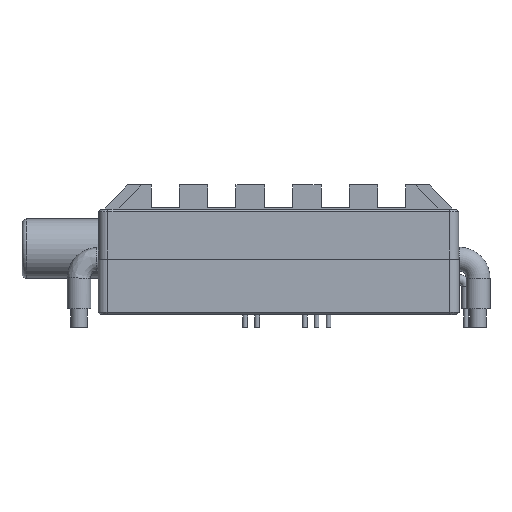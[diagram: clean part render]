
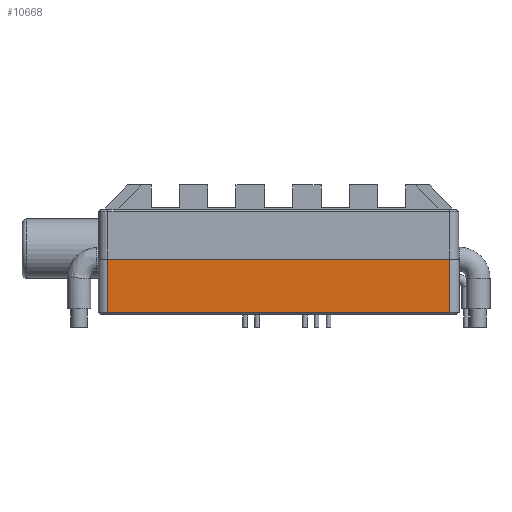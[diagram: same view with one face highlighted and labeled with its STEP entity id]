
A CAD part, front view. The second image highlights one B-rep face of the part: STEP entity #10668.
In plain terms, the highlighted planar face has unit normal (0, -1, 0).
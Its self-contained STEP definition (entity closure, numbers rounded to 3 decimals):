
#7295 = PLANE('',#7296);
#7296 = AXIS2_PLACEMENT_3D('',#7297,#7298,#7299);
#7297 = CARTESIAN_POINT('',(38.,22.75,11.7));
#7298 = DIRECTION('',(0.,0.,1.));
#7299 = DIRECTION('',(1.,0.,-0.));
#7697 = CYLINDRICAL_SURFACE('',#7698,2.);
#7698 = AXIS2_PLACEMENT_3D('',#7699,#7700,#7701);
#7699 = CARTESIAN_POINT('',(2.,2.,0.));
#7700 = DIRECTION('',(0.,0.,1.));
#7701 = DIRECTION('',(0.,-1.,0.));
#8217 = VERTEX_POINT('',#8218);
#8218 = CARTESIAN_POINT('',(2.,0.,11.7));
#8244 = EDGE_CURVE('',#8217,#8245,#8247,.T.);
#8245 = VERTEX_POINT('',#8246);
#8246 = CARTESIAN_POINT('',(74.,0.,11.7));
#8247 = SURFACE_CURVE('',#8248,(#8252,#8259),.PCURVE_S1.);
#8248 = LINE('',#8249,#8250);
#8249 = CARTESIAN_POINT('',(0.,0.,11.7));
#8250 = VECTOR('',#8251,1.);
#8251 = DIRECTION('',(1.,0.,0.));
#8252 = PCURVE('',#7295,#8253);
#8253 = DEFINITIONAL_REPRESENTATION('',(#8254),#8258);
#8254 = LINE('',#8255,#8256);
#8255 = CARTESIAN_POINT('',(-38.,-22.75));
#8256 = VECTOR('',#8257,1.);
#8257 = DIRECTION('',(1.,0.));
#8258 = ( GEOMETRIC_REPRESENTATION_CONTEXT(2) 
PARAMETRIC_REPRESENTATION_CONTEXT() REPRESENTATION_CONTEXT('2D SPACE',''
  ) );
#8259 = PCURVE('',#8260,#8265);
#8260 = PLANE('',#8261);
#8261 = AXIS2_PLACEMENT_3D('',#8262,#8263,#8264);
#8262 = CARTESIAN_POINT('',(0.,0.,0.));
#8263 = DIRECTION('',(0.,1.,0.));
#8264 = DIRECTION('',(1.,0.,0.));
#8265 = DEFINITIONAL_REPRESENTATION('',(#8266),#8270);
#8266 = LINE('',#8267,#8268);
#8267 = CARTESIAN_POINT('',(0.,-11.7));
#8268 = VECTOR('',#8269,1.);
#8269 = DIRECTION('',(1.,0.));
#8270 = ( GEOMETRIC_REPRESENTATION_CONTEXT(2) 
PARAMETRIC_REPRESENTATION_CONTEXT() REPRESENTATION_CONTEXT('2D SPACE',''
  ) );
#8289 = CYLINDRICAL_SURFACE('',#8290,2.);
#8290 = AXIS2_PLACEMENT_3D('',#8291,#8292,#8293);
#8291 = CARTESIAN_POINT('',(74.,2.,0.));
#8292 = DIRECTION('',(0.,0.,1.));
#8293 = DIRECTION('',(0.,-1.,0.));
#8680 = VERTEX_POINT('',#8681);
#8681 = CARTESIAN_POINT('',(2.,0.,0.5));
#8703 = EDGE_CURVE('',#8680,#8217,#8704,.T.);
#8704 = SURFACE_CURVE('',#8705,(#8709,#8716),.PCURVE_S1.);
#8705 = LINE('',#8706,#8707);
#8706 = CARTESIAN_POINT('',(2.,0.,0.));
#8707 = VECTOR('',#8708,1.);
#8708 = DIRECTION('',(0.,0.,1.));
#8709 = PCURVE('',#7697,#8710);
#8710 = DEFINITIONAL_REPRESENTATION('',(#8711),#8715);
#8711 = LINE('',#8712,#8713);
#8712 = CARTESIAN_POINT('',(6.283,0.));
#8713 = VECTOR('',#8714,1.);
#8714 = DIRECTION('',(-0.,1.));
#8715 = ( GEOMETRIC_REPRESENTATION_CONTEXT(2) 
PARAMETRIC_REPRESENTATION_CONTEXT() REPRESENTATION_CONTEXT('2D SPACE',''
  ) );
#8716 = PCURVE('',#8260,#8717);
#8717 = DEFINITIONAL_REPRESENTATION('',(#8718),#8722);
#8718 = LINE('',#8719,#8720);
#8719 = CARTESIAN_POINT('',(2.,0.));
#8720 = VECTOR('',#8721,1.);
#8721 = DIRECTION('',(0.,-1.));
#8722 = ( GEOMETRIC_REPRESENTATION_CONTEXT(2) 
PARAMETRIC_REPRESENTATION_CONTEXT() REPRESENTATION_CONTEXT('2D SPACE',''
  ) );
#10617 = EDGE_CURVE('',#10618,#8245,#10620,.T.);
#10618 = VERTEX_POINT('',#10619);
#10619 = CARTESIAN_POINT('',(74.,0.,0.5));
#10620 = SURFACE_CURVE('',#10621,(#10625,#10632),.PCURVE_S1.);
#10621 = LINE('',#10622,#10623);
#10622 = CARTESIAN_POINT('',(74.,0.,0.));
#10623 = VECTOR('',#10624,1.);
#10624 = DIRECTION('',(0.,0.,1.));
#10625 = PCURVE('',#8289,#10626);
#10626 = DEFINITIONAL_REPRESENTATION('',(#10627),#10631);
#10627 = LINE('',#10628,#10629);
#10628 = CARTESIAN_POINT('',(0.,0.));
#10629 = VECTOR('',#10630,1.);
#10630 = DIRECTION('',(0.,1.));
#10631 = ( GEOMETRIC_REPRESENTATION_CONTEXT(2) 
PARAMETRIC_REPRESENTATION_CONTEXT() REPRESENTATION_CONTEXT('2D SPACE',''
  ) );
#10632 = PCURVE('',#8260,#10633);
#10633 = DEFINITIONAL_REPRESENTATION('',(#10634),#10638);
#10634 = LINE('',#10635,#10636);
#10635 = CARTESIAN_POINT('',(74.,0.));
#10636 = VECTOR('',#10637,1.);
#10637 = DIRECTION('',(0.,-1.));
#10638 = ( GEOMETRIC_REPRESENTATION_CONTEXT(2) 
PARAMETRIC_REPRESENTATION_CONTEXT() REPRESENTATION_CONTEXT('2D SPACE',''
  ) );
#10668 = ADVANCED_FACE('',(#10669),#8260,.F.);
#10669 = FACE_BOUND('',#10670,.F.);
#10670 = EDGE_LOOP('',(#10671,#10672,#10673,#10674));
#10671 = ORIENTED_EDGE('',*,*,#8703,.T.);
#10672 = ORIENTED_EDGE('',*,*,#8244,.T.);
#10673 = ORIENTED_EDGE('',*,*,#10617,.F.);
#10674 = ORIENTED_EDGE('',*,*,#10675,.F.);
#10675 = EDGE_CURVE('',#8680,#10618,#10676,.T.);
#10676 = SURFACE_CURVE('',#10677,(#10681,#10688),.PCURVE_S1.);
#10677 = LINE('',#10678,#10679);
#10678 = CARTESIAN_POINT('',(2.,0.,0.5));
#10679 = VECTOR('',#10680,1.);
#10680 = DIRECTION('',(1.,0.,0.));
#10681 = PCURVE('',#8260,#10682);
#10682 = DEFINITIONAL_REPRESENTATION('',(#10683),#10687);
#10683 = LINE('',#10684,#10685);
#10684 = CARTESIAN_POINT('',(2.,-0.5));
#10685 = VECTOR('',#10686,1.);
#10686 = DIRECTION('',(1.,0.));
#10687 = ( GEOMETRIC_REPRESENTATION_CONTEXT(2) 
PARAMETRIC_REPRESENTATION_CONTEXT() REPRESENTATION_CONTEXT('2D SPACE',''
  ) );
#10688 = PCURVE('',#10689,#10694);
#10689 = PLANE('',#10690);
#10690 = AXIS2_PLACEMENT_3D('',#10691,#10692,#10693);
#10691 = CARTESIAN_POINT('',(2.,0.25,0.25));
#10692 = DIRECTION('',(-0.,-0.707,-0.707));
#10693 = DIRECTION('',(1.,-0.,0.));
#10694 = DEFINITIONAL_REPRESENTATION('',(#10695),#10699);
#10695 = LINE('',#10696,#10697);
#10696 = CARTESIAN_POINT('',(0.,0.354));
#10697 = VECTOR('',#10698,1.);
#10698 = DIRECTION('',(1.,0.));
#10699 = ( GEOMETRIC_REPRESENTATION_CONTEXT(2) 
PARAMETRIC_REPRESENTATION_CONTEXT() REPRESENTATION_CONTEXT('2D SPACE',''
  ) );
